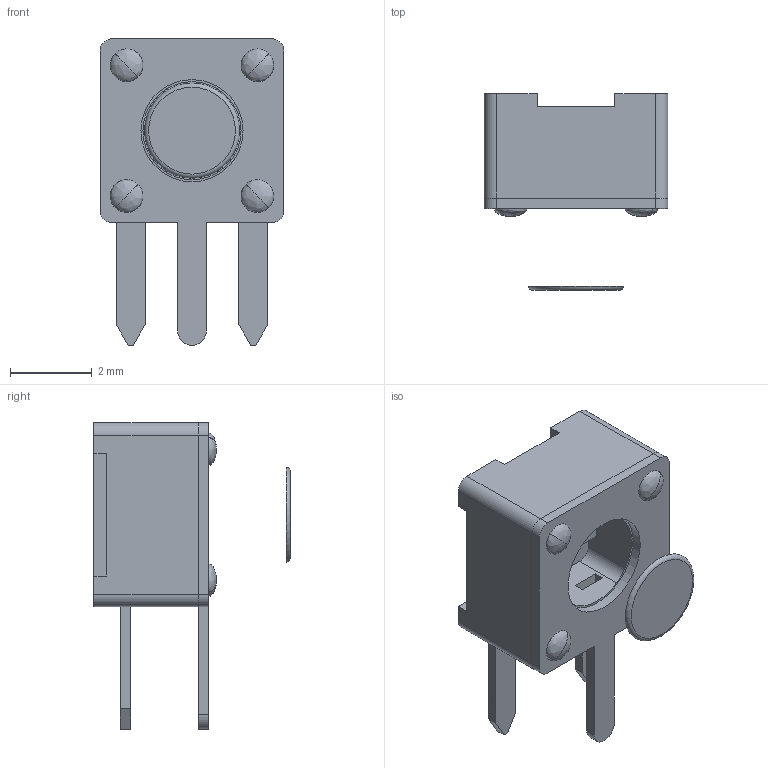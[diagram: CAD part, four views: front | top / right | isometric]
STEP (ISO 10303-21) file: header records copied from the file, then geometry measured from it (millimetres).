
FILE_DESCRIPTION(/* description */ (''),/* implementation_level */ '2;1');
FILE_NAME(/* name */ 'PushButton-TCB73B-H048-L1.step',/* time_stamp */ '2024-04-21T23:24:53+01:00',/* author */ (''),/* organization */ (''),/* preprocessor_version */ 'ST-DEVELOPER v20',/* originating_system */ 'Autodesk Translation Framework v12.20.1.177',/* authorisation */ '');
FILE_SCHEMA (('AUTOMOTIVE_DESIGN { 1 0 10303 214 3 1 1 }'));
Length unit declared in the file: millimetre
Products named in the file (4): GT-TCB73B-H048-L1; SW1; SW-TH_G-SWITCH_GT-TCB73B-H048-L1; COMPOUND (2)
Assembly tree (3 placements, depth 4):
  GT-TCB73B-H048-L1
    SW1
      SW-TH_G-SWITCH_GT-TCB73B-H048-L1
        COMPOUND (2)
Bounding box: 4.5 x 4.8 x 7.5 mm (x, y, z)
Volume: 61.8 mm3; surface area: 161.5 mm2
Topology: 2 solids, 2 shells, 77 faces, 200 edges, 129 vertices
Faces by surface type: plane 57, cylinder 10, bspline 8, torus 1, cone 1
Full cylindrical faces by diameter (mm): 2.5 x1
Entity records: 3052 total; most frequent: CARTESIAN_POINT 1045, ORIENTED_EDGE 384, DIRECTION 352, EDGE_CURVE 192, LINE 152, VECTOR 152, VERTEX_POINT 129, AXIS2_PLACEMENT_3D 100
